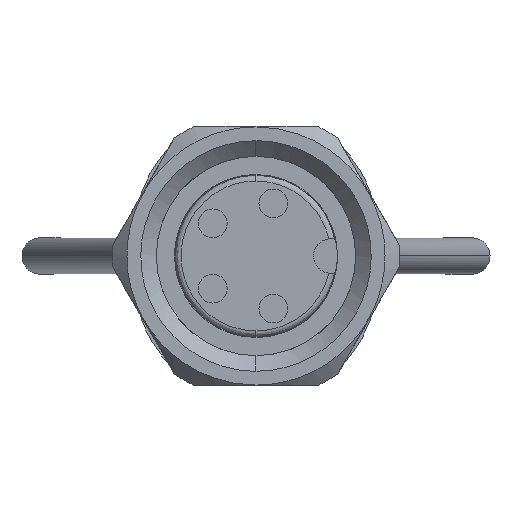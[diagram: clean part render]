
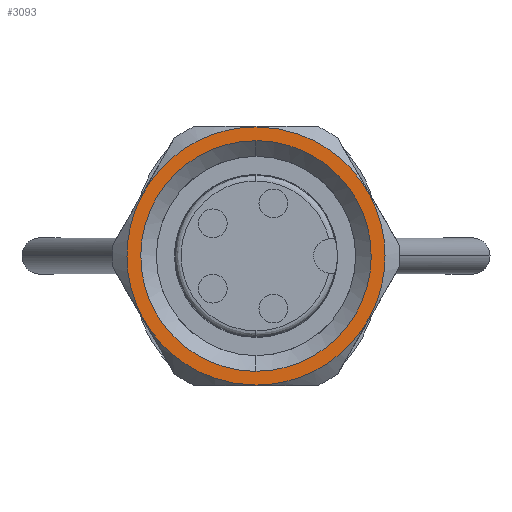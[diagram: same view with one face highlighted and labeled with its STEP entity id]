
A CAD part, left-side view. The second image highlights one B-rep face of the part: STEP entity #3093.
In plain terms, the highlighted planar face has unit normal (-1, 0, 0).
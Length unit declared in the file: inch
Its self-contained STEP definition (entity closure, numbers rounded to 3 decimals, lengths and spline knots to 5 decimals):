
#62 = CARTESIAN_POINT ( 'NONE',  ( 0., 0., 0. ) ) ;
#145 = CARTESIAN_POINT ( 'NONE',  ( 0., 0.08883, -0.15412 ) ) ;
#184 = CARTESIAN_POINT ( 'NONE',  ( 0., 0.10839, 0.14104 ) ) ;
#185 = CARTESIAN_POINT ( 'NONE',  ( 0., -0.15412, -0.08883 ) ) ;
#232 = ORIENTED_EDGE ( 'NONE', *, *, #1996, .F. ) ;
#241 = CARTESIAN_POINT ( 'NONE',  ( 0., 0.02061, -0.15748 ) ) ;
#259 = CARTESIAN_POINT ( 'NONE',  ( 0., 0.15748, -0.02061 ) ) ;
#291 = CARTESIAN_POINT ( 'NONE',  ( 0., 0., 0.15748 ) ) ;
#293 = CARTESIAN_POINT ( 'NONE',  ( 0., -0.04617, -0.17179 ) ) ;
#427 = CARTESIAN_POINT ( 'NONE',  ( 0., 0., 0.17638 ) ) ;
#449 = EDGE_LOOP ( 'NONE', ( #232, #3256 ) ) ;
#454 = CARTESIAN_POINT ( 'NONE',  ( 0., 0.15412, -0.08883 ) ) ;
#455 = CARTESIAN_POINT ( 'NONE',  ( 0., -0.02309, 0.17638 ) ) ;
#491 = CARTESIAN_POINT ( 'NONE',  ( 0., 0.17179, 0.04617 ) ) ;
#508 = CARTESIAN_POINT ( 'NONE',  ( 0., 0., -0.17638 ) ) ;
#526 = CARTESIAN_POINT ( 'NONE',  ( 0., -0.15748, 0.02061 ) ) ;
#545 = B_SPLINE_CURVE_WITH_KNOTS ( 'NONE', 3,
 ( #508, #2841, #754, #145, #2879, #1068, #454, #1994, #2545, #2012, #491, #1656, #1339, #184, #3171, #2286, #1695, #2233 ),
 .UNSPECIFIED., .F., .F.,
 ( 4, 2, 2, 2, 2, 2, 2, 2, 4 ),
 ( 0., 0.0625, 0.125, 0.1875, 0.25, 0.3125, 0.375, 0.4375, 0.5 ),
 .UNSPECIFIED. ) ;
#754 = CARTESIAN_POINT ( 'NONE',  ( 0., 0.04617, -0.17179 ) ) ;
#774 = CARTESIAN_POINT ( 'NONE',  ( 0., -0.15412, 0.08883 ) ) ;
#811 = CARTESIAN_POINT ( 'NONE',  ( 0., -0.1376, -0.07931 ) ) ;
#827 = CARTESIAN_POINT ( 'NONE',  ( 0., -0.04122, 0.15338 ) ) ;
#829 = CARTESIAN_POINT ( 'NONE',  ( 0., 0.15338, 0.04122 ) ) ;
#884 = CARTESIAN_POINT ( 'NONE',  ( 0., -0.12593, -0.09678 ) ) ;
#901 = AXIS2_PLACEMENT_3D ( 'NONE', #62, #3030, #1833 ) ;
#907 = CARTESIAN_POINT ( 'NONE',  ( 0., 0.09678, 0.12593 ) ) ;
#1068 = CARTESIAN_POINT ( 'NONE',  ( 0., 0.14104, -0.10839 ) ) ;
#1119 = CARTESIAN_POINT ( 'NONE',  ( 0., -0.07931, -0.1376 ) ) ;
#1121 = CARTESIAN_POINT ( 'NONE',  ( 0., -0.10839, -0.14104 ) ) ;
#1139 = CARTESIAN_POINT ( 'NONE',  ( 0., 0.04122, 0.15338 ) ) ;
#1174 = CARTESIAN_POINT ( 'NONE',  ( 0., -0.02061, -0.15748 ) ) ;
#1178 = CARTESIAN_POINT ( 'NONE',  ( 0., 0., -0.15748 ) ) ;
#1196 = CARTESIAN_POINT ( 'NONE',  ( 0., 0.12593, 0.09678 ) ) ;
#1199 = EDGE_CURVE ( 'NONE', #3169, #3638, #3692, .T. ) ;
#1339 = CARTESIAN_POINT ( 'NONE',  ( 0., 0.14104, 0.10839 ) ) ;
#1370 = B_SPLINE_CURVE_WITH_KNOTS ( 'NONE', 3,
 ( #2676, #1515, #1139, #2425, #907, #1196, #2105, #829, #1751, #259, #2657, #2364, #3223, #1730, #2936, #3569, #241, #1178 ),
 .UNSPECIFIED., .F., .F.,
 ( 4, 2, 2, 2, 2, 2, 2, 2, 4 ),
 ( 0.5, 0.5625, 0.625, 0.6875, 0.75, 0.8125, 0.875, 0.9375, 1. ),
 .UNSPECIFIED. ) ;
#1380 = CARTESIAN_POINT ( 'NONE',  ( 0., -0.08883, -0.15412 ) ) ;
#1416 = CARTESIAN_POINT ( 'NONE',  ( 0., -0.14104, 0.10839 ) ) ;
#1428 = VERTEX_POINT ( 'NONE', #3484 ) ;
#1456 = CARTESIAN_POINT ( 'NONE',  ( 0., -0.07931, 0.1376 ) ) ;
#1473 = CARTESIAN_POINT ( 'NONE',  ( 0., -0.04122, -0.15338 ) ) ;
#1515 = CARTESIAN_POINT ( 'NONE',  ( 0., 0.02061, 0.15748 ) ) ;
#1656 = CARTESIAN_POINT ( 'NONE',  ( 0., 0.15412, 0.08883 ) ) ;
#1657 = CARTESIAN_POINT ( 'NONE',  ( 0., -0.04617, 0.17179 ) ) ;
#1695 = CARTESIAN_POINT ( 'NONE',  ( 0., 0.02309, 0.17638 ) ) ;
#1730 = CARTESIAN_POINT ( 'NONE',  ( 0., 0.09678, -0.12593 ) ) ;
#1751 = CARTESIAN_POINT ( 'NONE',  ( 0., 0.15748, 0.02061 ) ) ;
#1767 = CARTESIAN_POINT ( 'NONE',  ( 0., 0., 0.15748 ) ) ;
#1769 = CARTESIAN_POINT ( 'NONE',  ( 0., 0., -0.15748 ) ) ;
#1791 = CARTESIAN_POINT ( 'NONE',  ( 0., -0.15338, 0.04122 ) ) ;
#1813 = CARTESIAN_POINT ( 'NONE',  ( 0., -0.02309, -0.17638 ) ) ;
#1833 = DIRECTION ( 'NONE',  ( 0., 0., -1. ) ) ;
#1873 = FACE_OUTER_BOUND ( 'NONE', #449, .T. ) ;
#1976 = CARTESIAN_POINT ( 'NONE',  ( 0., -0.17179, 0.04617 ) ) ;
#1994 = CARTESIAN_POINT ( 'NONE',  ( 0., 0.17179, -0.04617 ) ) ;
#1996 = EDGE_CURVE ( 'NONE', #1428, #2461, #545, .T. ) ;
#2012 = CARTESIAN_POINT ( 'NONE',  ( 0., 0.17638, 0.02309 ) ) ;
#2027 = CARTESIAN_POINT ( 'NONE',  ( 0., -0.02061, 0.15748 ) ) ;
#2105 = CARTESIAN_POINT ( 'NONE',  ( 0., 0.1376, 0.07931 ) ) ;
#2233 = CARTESIAN_POINT ( 'NONE',  ( 0., 0., 0.17638 ) ) ;
#2262 = EDGE_LOOP ( 'NONE', ( #3683, #2574 ) ) ;
#2269 = CARTESIAN_POINT ( 'NONE',  ( 0., -0.08883, 0.15412 ) ) ;
#2286 = CARTESIAN_POINT ( 'NONE',  ( 0., 0.04617, 0.17179 ) ) ;
#2288 = CARTESIAN_POINT ( 'NONE',  ( 0., -0.17638, -0.02309 ) ) ;
#2343 = CARTESIAN_POINT ( 'NONE',  ( 0., -0.15338, -0.04122 ) ) ;
#2364 = CARTESIAN_POINT ( 'NONE',  ( 0., 0.1376, -0.07931 ) ) ;
#2425 = CARTESIAN_POINT ( 'NONE',  ( 0., 0.07931, 0.1376 ) ) ;
#2461 = VERTEX_POINT ( 'NONE', #427 ) ;
#2481 = PLANE ( 'NONE',  #901 ) ;
#2545 = CARTESIAN_POINT ( 'NONE',  ( 0., 0.17638, -0.02309 ) ) ;
#2574 = ORIENTED_EDGE ( 'NONE', *, *, #1199, .F. ) ;
#2657 = CARTESIAN_POINT ( 'NONE',  ( 0., 0.15338, -0.04122 ) ) ;
#2676 = CARTESIAN_POINT ( 'NONE',  ( 0., 0., 0.15748 ) ) ;
#2841 = CARTESIAN_POINT ( 'NONE',  ( 0., 0.02309, -0.17638 ) ) ;
#2879 = CARTESIAN_POINT ( 'NONE',  ( 0., 0.10839, -0.14104 ) ) ;
#2882 = B_SPLINE_CURVE_WITH_KNOTS ( 'NONE', 3,
 ( #2919, #455, #1657, #2269, #3459, #1416, #774, #1976, #2901, #2288, #3172, #185, #3478, #1121, #1380, #293, #1813, #3300 ),
 .UNSPECIFIED., .F., .F.,
 ( 4, 2, 2, 2, 2, 2, 2, 2, 4 ),
 ( 0.5, 0.5625, 0.625, 0.6875, 0.75, 0.8125, 0.875, 0.9375, 1. ),
 .UNSPECIFIED. ) ;
#2901 = CARTESIAN_POINT ( 'NONE',  ( 0., -0.17638, 0.02309 ) ) ;
#2904 = EDGE_CURVE ( 'NONE', #2461, #1428, #2882, .T. ) ;
#2919 = CARTESIAN_POINT ( 'NONE',  ( 0., 0., 0.17638 ) ) ;
#2934 = CARTESIAN_POINT ( 'NONE',  ( 0., -0.09678, 0.12593 ) ) ;
#2936 = CARTESIAN_POINT ( 'NONE',  ( 0., 0.07931, -0.1376 ) ) ;
#2988 = CARTESIAN_POINT ( 'NONE',  ( 0., -0.1376, 0.07931 ) ) ;
#3011 = EDGE_CURVE ( 'NONE', #3638, #3169, #1370, .T. ) ;
#3030 = DIRECTION ( 'NONE',  ( 1., 0., 0. ) ) ;
#3091 = FACE_BOUND ( 'NONE', #2262, .T. ) ;
#3093 = ADVANCED_FACE ( 'NONE', ( #3091, #1873 ), #2481, .F. ) ;
#3169 = VERTEX_POINT ( 'NONE', #3627 ) ;
#3171 = CARTESIAN_POINT ( 'NONE',  ( 0., 0.08883, 0.15412 ) ) ;
#3172 = CARTESIAN_POINT ( 'NONE',  ( 0., -0.17179, -0.04617 ) ) ;
#3223 = CARTESIAN_POINT ( 'NONE',  ( 0., 0.12593, -0.09678 ) ) ;
#3256 = ORIENTED_EDGE ( 'NONE', *, *, #2904, .F. ) ;
#3280 = CARTESIAN_POINT ( 'NONE',  ( 0., -0.15748, -0.02061 ) ) ;
#3300 = CARTESIAN_POINT ( 'NONE',  ( 0., 0., -0.17638 ) ) ;
#3459 = CARTESIAN_POINT ( 'NONE',  ( 0., -0.10839, 0.14104 ) ) ;
#3478 = CARTESIAN_POINT ( 'NONE',  ( 0., -0.14104, -0.10839 ) ) ;
#3484 = CARTESIAN_POINT ( 'NONE',  ( 0., 0., -0.17638 ) ) ;
#3510 = CARTESIAN_POINT ( 'NONE',  ( 0., -0.12593, 0.09678 ) ) ;
#3567 = CARTESIAN_POINT ( 'NONE',  ( 0., -0.09678, -0.12593 ) ) ;
#3569 = CARTESIAN_POINT ( 'NONE',  ( 0., 0.04122, -0.15338 ) ) ;
#3627 = CARTESIAN_POINT ( 'NONE',  ( 0., 0., -0.15748 ) ) ;
#3638 = VERTEX_POINT ( 'NONE', #1767 ) ;
#3683 = ORIENTED_EDGE ( 'NONE', *, *, #3011, .F. ) ;
#3692 = B_SPLINE_CURVE_WITH_KNOTS ( 'NONE', 3,
 ( #1769, #1174, #1473, #1119, #3567, #884, #811, #2343, #3280, #526, #1791, #2988, #3510, #2934, #1456, #827, #2027, #291 ),
 .UNSPECIFIED., .F., .F.,
 ( 4, 2, 2, 2, 2, 2, 2, 2, 4 ),
 ( 0., 0.0625, 0.125, 0.1875, 0.25, 0.3125, 0.375, 0.4375, 0.5 ),
 .UNSPECIFIED. ) ;
